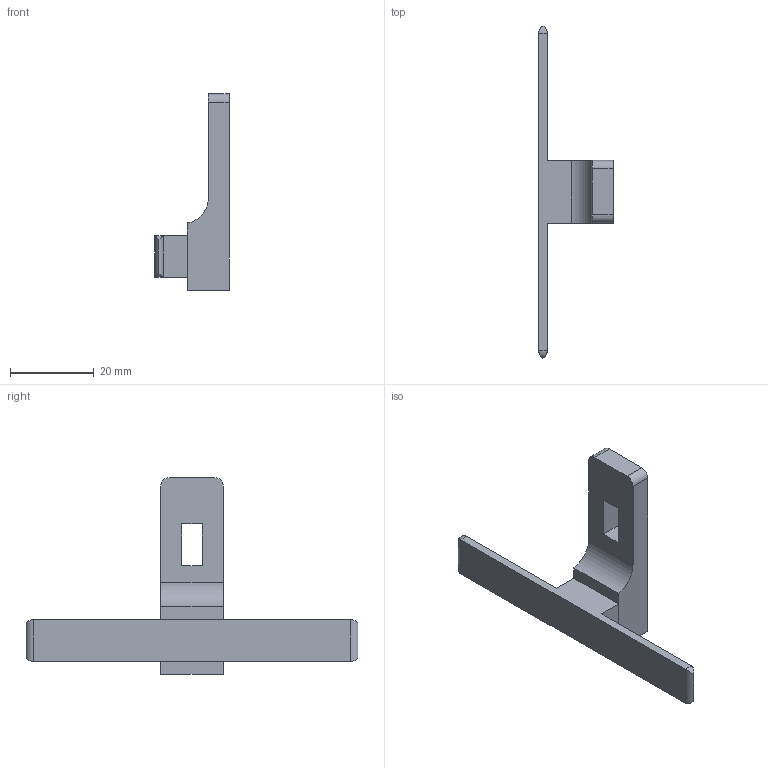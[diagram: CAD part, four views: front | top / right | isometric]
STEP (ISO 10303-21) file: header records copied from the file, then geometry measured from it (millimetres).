
FILE_DESCRIPTION(/* description */ ('STEP AP242','CAx-IF Rec.Pracs.---Representation and Presentation of Product Manufacturing Information (PMI)---4.0---2014-10-13','CAx-IF Rec.Pracs.---3D Tessellated Geometry---0.4---2014-09-14','2;1'),/* implementation_level */ '2;1');
FILE_NAME(/* name */ 'Knives Holder Assembly',/* time_stamp */ '2024-04-15T20:14:33Z',/* author */ (''),/* organization */ (''),/* preprocessor_version */ 'ST-DEVELOPER v20',/* originating_system */ ' ',/* authorisation */ ' ');
FILE_SCHEMA (('AP242_MANAGED_MODEL_BASED_3D_ENGINEERING_MIM_LF { 1 0 10303 442 1 1 4 }'));
Length unit declared in the file: metre
Products named in the file (3): Knives Holder Assembly; Knives Holder; Connector Bridge
Assembly tree (2 placements, depth 2):
  Knives Holder Assembly
    Knives Holder
    Connector Bridge
Bounding box: 17.8 x 79.46 x 47 mm (x, y, z)
Volume: 6774.9 mm3; surface area: 4657.1 mm2
Topology: 2 solids, 2 shells, 34 faces, 82 edges, 52 vertices
Faces by surface type: plane 23, cylinder 11
Entity records: 1048 total; most frequent: CARTESIAN_POINT 171, DIRECTION 170, ORIENTED_EDGE 164, EDGE_CURVE 82, LINE 68, VECTOR 68, VERTEX_POINT 52, AXIS2_PLACEMENT_3D 51
